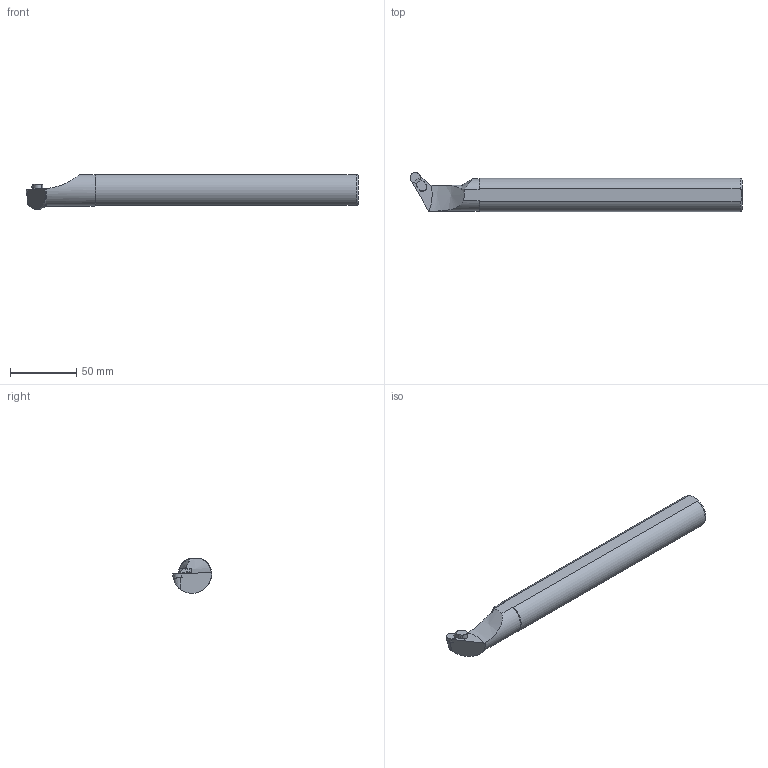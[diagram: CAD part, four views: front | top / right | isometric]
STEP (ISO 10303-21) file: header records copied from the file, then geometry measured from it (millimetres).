
FILE_DESCRIPTION(/* description */ (''),/* implementation_level */ '2;1');
FILE_NAME(/* name */ 'S25S-SRGCL-08C.stp',/* time_stamp */ '2023-10-18T15:40:49+03:00',/* author */ (''),/* organization */ (''),/* preprocessor_version */ 'ST-DEVELOPER v19.4',/* originating_system */ 'SIEMENS PLM Software NX2306.3001',/* authorisation */ '');
FILE_SCHEMA (('AUTOMOTIVE_DESIGN { 1 0 10303 214 3 1 1 1 }'));
Length unit declared in the file: millimetre
Products named in the file (1): S25S SRGCR 08C-LIGHT_objects
Bounding box: 250 x 29.5 x 26.04 mm (x, y, z)
Volume: 108820.3 mm3; surface area: 19686.2 mm2
Topology: 2 solids, 2 shells, 47 faces, 124 edges, 82 vertices
Faces by surface type: plane 21, cylinder 12, cone 9, torus 4, bspline 1
Entity records: 2515 total; most frequent: CARTESIAN_POINT 1336, ORIENTED_EDGE 242, DIRECTION 219, EDGE_CURVE 121, AXIS2_PLACEMENT_3D 85, VERTEX_POINT 81, EDGE_LOOP 50, LINE 49
